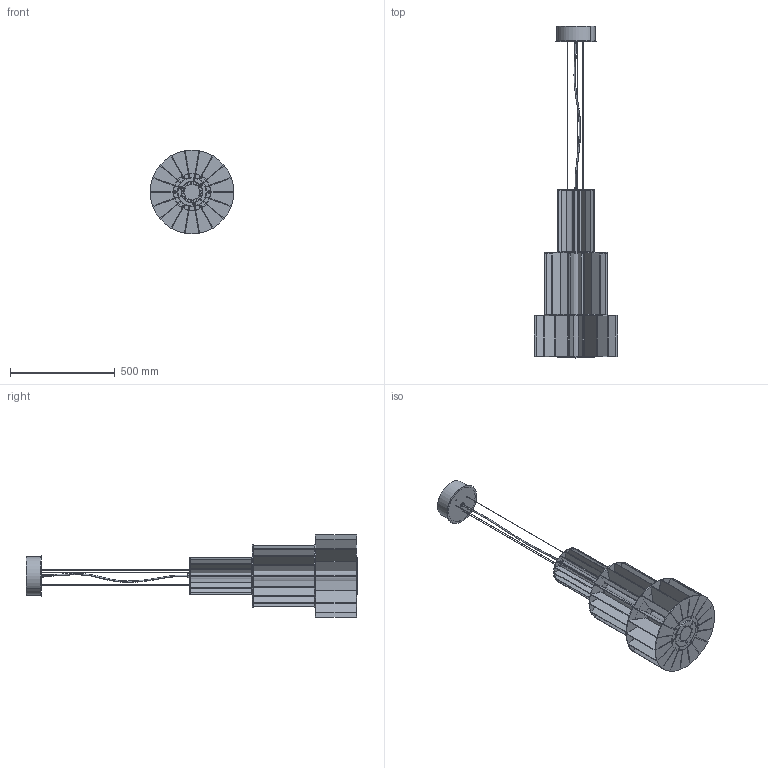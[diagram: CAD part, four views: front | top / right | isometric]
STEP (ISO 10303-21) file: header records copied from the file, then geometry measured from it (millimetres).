
FILE_DESCRIPTION (( 'STEP AP214' ), '1' );
FILE_NAME ('BABEL T ME.STEP', '2020-05-18T07:52:51', ( 'Josep Sancho' ), ( '' ), 'SwSTEP 2.0', 'SolidWorks 2013', '' );
FILE_SCHEMA (( 'AUTOMOTIVE_DESIGN' ));
Length unit declared in the file: millimetre
Products named in the file (35): 060702600000 - REPULSADO DIAM.185X72MM T.13,25MM 3XT.3; 026705502000 - DISCO DIAM.300X3MM ALUMINIO MECANIZADO TIPO 2; 017600100000 - CABLE ACERO INOX DIAM.1,25 X 5M CON TOPE; PANTALLA DIAM.400X200MM; 053700700006 - FIELTRO DIAM.175MM NEGRO; 054101900000 - TAPÓN PLASTICO DIAM.7X5MM NEGRO; 026706100000 - DISCO TAPA ALUMINIO COLISO VENT. DIAM.130X3MM; CABLE MANGUERA 0,75M CURVO; 021605200000 - TORNILLO DIN7991 M5x12 INOX; PANTALLA DIAM.180X300MM; 056500600000 - PLETINA ALUMINIO 39X297,5X3MM; GRUPO ELECTRICO BABEL 80 LUZ DIFUSA+LUZ DIRECTA; 056501200000 - PLETINA ALUMINIO 124X197,5X3MM; 056500500000 - PLETINA ALUMINIO 28,5X297,5X3MM; 026706000000 - DISCO EMBELLECEDOR ALUMINIO DIAM.180X1MM; 063600500000 - SEPARADOR ALUMINIO DIA.8X193MM 2XM5; 012601100006 - SUJETACABLE ELECTRICO 18X23 MACHO M13 NYLON NEG; 056501100000 - PLETINA ALUMINIO 114,5X197,5X3MM; 026705401000 - DISCO DIAM.180X3MM ALUMINIO MECANIZADO; 026705900125 - DISCO TAPA DIAM.100X3MM COLISO VENT. PINT.BLANCO; PANTALLA DIAM.300X300MM; 053100700000 - TAPA INFERIOR ALUMINIO CUERPO LED DIAM.140X15MM; 026705601000 - DISCO DIAM.400X3MM ALUMINIO MECANIZADO; 054101900000 - TAPÓN PLASTICO DIAM.7X5MM BLANCO; 067603400140 - DIFUS PMMA DIAM.78X3MM HIELO 1 CARA MATE; 067603500148 - DIFUS PMMA LED DIAM.100X796MM PLEXIGLAS; BABEL T ME; 056501000000 - PLETINA ALUMINIO 75X297,5X3MM; FLORON BABEL 800-1200 DIMM; 026707400000 - DISCO DIAM.200X2MM 2XM4 3XT.3; 063600600000 - SEPARADOR ALUMINIO DIAM.8X293MM 2XM5; 056500900000 - PLETINA ALUMINIO 64,5X297,5X3MM; 054101800000 - TAPÓN GRAFILADO M13 100 DIAM.20X8MM T.10
Assembly tree (145 placements, depth 3):
  BABEL T ME
    PANTALLA DIAM.400X200MM
      026705601000 - DISCO DIAM.400X3MM ALUMINIO MECANIZADO  x2
      056501100000 - PLETINA ALUMINIO 114,5X197,5X3MM  x6
      063600500000 - SEPARADOR ALUMINIO DIA.8X193MM 2XM5  x6
      056501200000 - PLETINA ALUMINIO 124X197,5X3MM  x12
      021605200000 - TORNILLO DIN7991 M5x12 INOX  x12
      054101900000 - TAPÓN PLASTICO DIAM.7X5MM NEGRO  x3
      053700700006 - FIELTRO DIAM.175MM NEGRO
    PANTALLA DIAM.300X300MM
      026705502000 - DISCO DIAM.300X3MM ALUMINIO MECANIZADO TIPO 2  x2
      056500900000 - PLETINA ALUMINIO 64,5X297,5X3MM  x6
      063600600000 - SEPARADOR ALUMINIO DIAM.8X293MM 2XM5  x6
      056501000000 - PLETINA ALUMINIO 75X297,5X3MM  x12
      021605200000 - TORNILLO DIN7991 M5x12 INOX  x12
      054101900000 - TAPÓN PLASTICO DIAM.7X5MM BLANCO  x3
      053700700006 - FIELTRO DIAM.175MM NEGRO
    PANTALLA DIAM.180X300MM
      026705401000 - DISCO DIAM.180X3MM ALUMINIO MECANIZADO  x2
      056500500000 - PLETINA ALUMINIO 28,5X297,5X3MM  x3
      063600600000 - SEPARADOR ALUMINIO DIAM.8X293MM 2XM5  x3
      056500600000 - PLETINA ALUMINIO 39X297,5X3MM  x15
      021605200000 - TORNILLO DIN7991 M5x12 INOX  x6
      054101900000 - TAPÓN PLASTICO DIAM.7X5MM BLANCO  x3
      053700700006 - FIELTRO DIAM.175MM NEGRO
    CABLE MANGUERA 0,75M CURVO
    026706100000 - DISCO TAPA ALUMINIO COLISO VENT. DIAM.130X3MM
    017600100000 - CABLE ACERO INOX DIAM.1,25 X 5M CON TOPE
    017600100000 - CABLE ACERO INOX DIAM.1,25 X 5M CON TOPE
    017600100000 - CABLE ACERO INOX DIAM.1,25 X 5M CON TOPE
    021605200000 - TORNILLO DIN7991 M5x12 INOX  x3
    FLORON BABEL 800-1200 DIMM
      060702600000 - REPULSADO DIAM.185X72MM T.13,25MM 3XT.3
      054101800000 - TAPÓN GRAFILADO M13 100 DIAM.20X8MM T.10
      026707400000 - DISCO DIAM.200X2MM 2XM4 3XT.3
    GRUPO ELECTRICO BABEL 80 LUZ DIFUSA+LUZ DIRECTA
      067603500148 - DIFUS PMMA LED DIAM.100X796MM PLEXIGLAS
      067603400140 - DIFUS PMMA DIAM.78X3MM HIELO 1 CARA MATE
      053100700000 - TAPA INFERIOR ALUMINIO CUERPO LED DIAM.140X15MM
      026705900125 - DISCO TAPA DIAM.100X3MM COLISO VENT. PINT.BLANCO
      054101900000 - TAPÓN PLASTICO DIAM.7X5MM BLANCO  x3
      021605200000 - TORNILLO DIN7991 M5x12 INOX  x3
      012601100006 - SUJETACABLE ELECTRICO 18X23 MACHO M13 NYLON NEG
      026706000000 - DISCO EMBELLECEDOR ALUMINIO DIAM.180X1MM
Bounding box: 400 x 1587.73 x 400 mm (x, y, z)
Volume: 5373868.8 mm3; surface area: 4001754.6 mm2
Topology: 140 solids, 140 shells, 3131 faces, 7478 edges, 4791 vertices
Faces by surface type: plane 1760, cylinder 952, cone 413, torus 4, bspline 2
Entity records: 35144 total; most frequent: DIRECTION 6136, CARTESIAN_POINT 5882, ORIENTED_EDGE 5264, EDGE_CURVE 2632, AXIS2_PLACEMENT_3D 2279, VERTEX_POINT 1729, LINE 1578, VECTOR 1578
